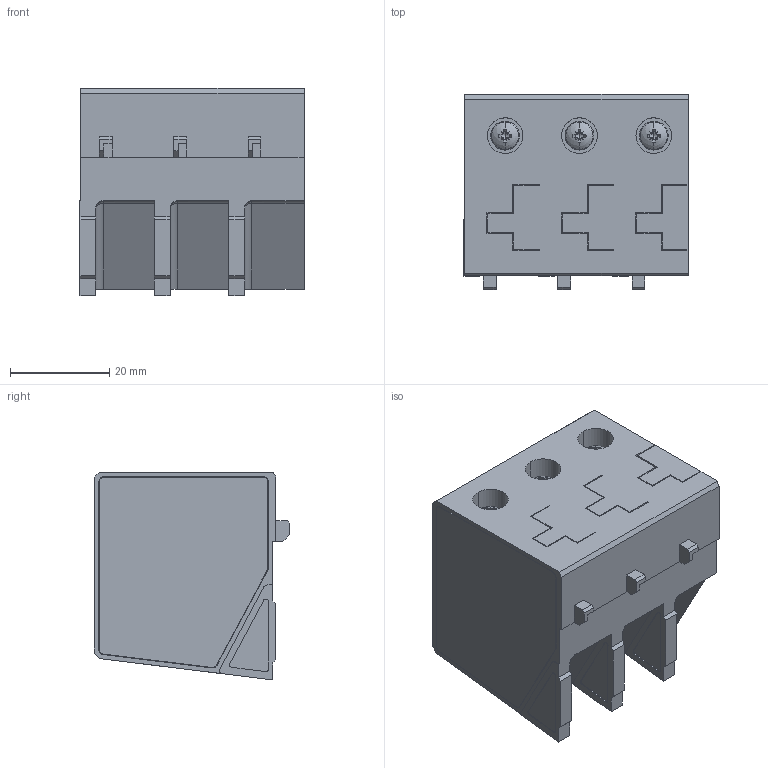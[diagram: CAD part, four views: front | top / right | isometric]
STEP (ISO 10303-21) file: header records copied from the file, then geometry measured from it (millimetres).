
FILE_DESCRIPTION((''),'2;1');
FILE_NAME('SB108722_3D_COLOUR','2013-09-06T',('SESA231906'),('Schneider-Electric'),'PRO/ENGINEER BY PARAMETRIC TECHNOLOGY CORPORATION, 2011410','PRO/ENGINEER BY PARAMETRIC TECHNOLOGY CORPORATION, 2011410','');
FILE_SCHEMA(('CONFIG_CONTROL_DESIGN'));
Length unit declared in the file: millimetre
Products named in the file (1): SB108722_3D_COLOUR
Bounding box: 45.2 x 39.42 x 41.93 mm (x, y, z)
Volume: 58253.2 mm3; surface area: 12709.9 mm2
Topology: 1 solids, 1 shells, 417 faces, 1172 edges, 761 vertices
Faces by surface type: plane 287, cylinder 97, cone 18, torus 6, sphere 6, bspline 3
Entity records: 14109 total; most frequent: CARTESIAN_POINT 3436, ORIENTED_EDGE 2326, DIRECTION 2083, EDGE_CURVE 1163, VECTOR 765, LINE 765, VERTEX_POINT 761, AXIS2_PLACEMENT_3D 659
